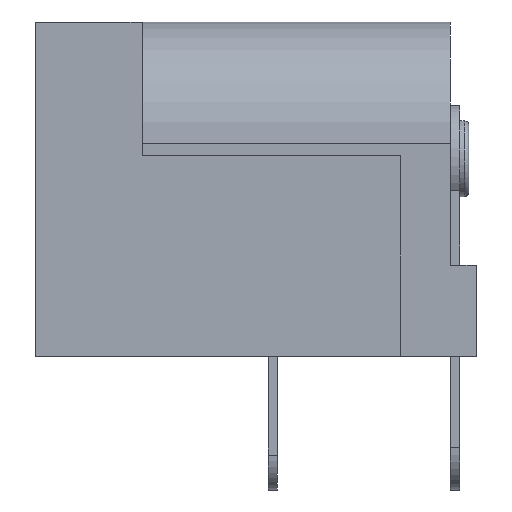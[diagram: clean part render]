
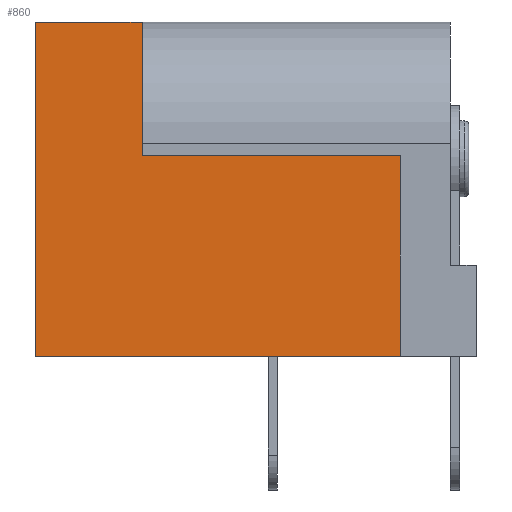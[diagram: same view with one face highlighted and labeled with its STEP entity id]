
A CAD part, front view. The second image highlights one B-rep face of the part: STEP entity #860.
In plain terms, the highlighted planar face has unit normal (0, -1, 0).
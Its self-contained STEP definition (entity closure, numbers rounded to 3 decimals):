
#109=PLANE('',#935);
#158=FACE_OUTER_BOUND('',#224,.T.);
#224=EDGE_LOOP('',(#765,#766,#767,#768,#769,#770));
#289=LINE('',#1381,#373);
#298=LINE('',#1398,#382);
#301=LINE('',#1404,#385);
#304=LINE('',#1410,#388);
#305=LINE('',#1412,#389);
#306=LINE('',#1413,#390);
#373=VECTOR('',#1124,11.);
#382=VECTOR('',#1137,12.);
#385=VECTOR('',#1144,6.6);
#388=VECTOR('',#1149,8.5);
#389=VECTOR('',#1150,4.4);
#390=VECTOR('',#1151,3.5);
#462=VERTEX_POINT('',#1377);
#464=VERTEX_POINT('',#1380);
#470=VERTEX_POINT('',#1396);
#471=VERTEX_POINT('',#1403);
#473=VERTEX_POINT('',#1409);
#474=VERTEX_POINT('',#1411);
#561=EDGE_CURVE('',#462,#464,#289,.T.);
#570=EDGE_CURVE('',#470,#462,#298,.T.);
#573=EDGE_CURVE('',#470,#471,#301,.T.);
#576=EDGE_CURVE('',#471,#473,#304,.T.);
#577=EDGE_CURVE('',#473,#474,#305,.T.);
#578=EDGE_CURVE('',#464,#474,#306,.T.);
#765=ORIENTED_EDGE('',*,*,#573,.T.);
#766=ORIENTED_EDGE('',*,*,#576,.T.);
#767=ORIENTED_EDGE('',*,*,#577,.T.);
#768=ORIENTED_EDGE('',*,*,#578,.F.);
#769=ORIENTED_EDGE('',*,*,#561,.F.);
#770=ORIENTED_EDGE('',*,*,#570,.F.);
#860=ADVANCED_FACE('',(#158),#109,.T.);
#935=AXIS2_PLACEMENT_3D('',#1408,#1147,#1148);
#1124=DIRECTION('',(0.,0.,1.));
#1137=DIRECTION('',(-1.,0.,0.));
#1144=DIRECTION('',(0.,0.,1.));
#1147=DIRECTION('center_axis',(0.,-1.,0.));
#1148=DIRECTION('ref_axis',(1.,0.,0.));
#1149=DIRECTION('',(-1.,0.,0.));
#1150=DIRECTION('',(0.,0.,1.));
#1151=DIRECTION('',(1.,0.,0.));
#1377=CARTESIAN_POINT('',(0.,-4.5,0.));
#1380=CARTESIAN_POINT('',(0.,-4.5,11.));
#1381=CARTESIAN_POINT('',(0.,-4.5,0.));
#1396=CARTESIAN_POINT('',(12.,-4.5,0.));
#1398=CARTESIAN_POINT('',(14.5,-4.5,0.));
#1403=CARTESIAN_POINT('',(12.,-4.5,6.6));
#1404=CARTESIAN_POINT('',(12.,-4.5,0.));
#1408=CARTESIAN_POINT('Origin',(0.,-4.5,0.));
#1409=CARTESIAN_POINT('',(3.5,-4.5,6.6));
#1410=CARTESIAN_POINT('',(4.5,-4.5,6.6));
#1411=CARTESIAN_POINT('',(3.5,-4.5,11.));
#1412=CARTESIAN_POINT('',(3.5,-4.5,5.5));
#1413=CARTESIAN_POINT('',(14.5,-4.5,11.));
